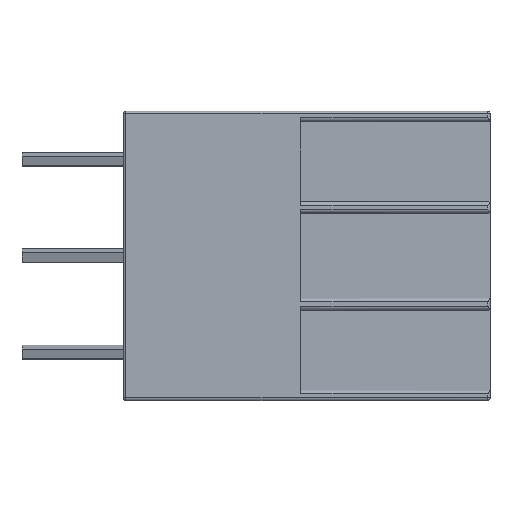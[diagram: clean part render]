
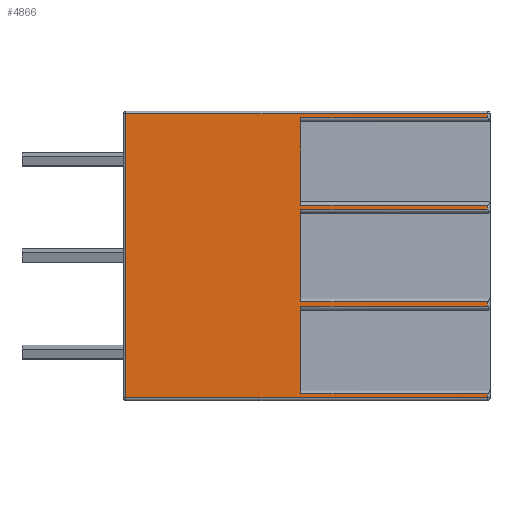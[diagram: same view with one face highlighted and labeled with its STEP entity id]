
A CAD part, top view. The second image highlights one B-rep face of the part: STEP entity #4866.
In plain terms, the highlighted planar face has unit normal (0, 0, 1).
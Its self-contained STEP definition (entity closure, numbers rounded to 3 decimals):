
#894=DIRECTION('',(1.,0.,0.));
#895=VECTOR('',#894,28.6);
#896=CARTESIAN_POINT('',(-10.95,0.2,6.956));
#897=LINE('',#896,#895);
#898=DIRECTION('',(0.,1.,0.));
#899=VECTOR('',#898,22.46);
#900=CARTESIAN_POINT('',(-10.95,0.2,6.956));
#901=LINE('',#900,#899);
#902=DIRECTION('',(-1.,0.,0.));
#903=VECTOR('',#902,28.6);
#904=CARTESIAN_POINT('',(17.65,22.66,6.956));
#905=LINE('',#904,#903);
#906=DIRECTION('',(1.,0.,0.));
#907=VECTOR('',#906,14.75);
#908=CARTESIAN_POINT('',(2.9,22.35,6.956));
#909=LINE('',#908,#907);
#910=DIRECTION('',(0.,-1.,0.));
#911=VECTOR('',#910,6.94);
#912=CARTESIAN_POINT('',(2.9,22.35,6.956));
#913=LINE('',#912,#911);
#914=DIRECTION('',(1.,0.,0.));
#915=VECTOR('',#914,14.75);
#916=CARTESIAN_POINT('',(2.9,15.41,6.956));
#917=LINE('',#916,#915);
#918=DIRECTION('',(1.,0.,0.));
#919=VECTOR('',#918,14.75);
#920=CARTESIAN_POINT('',(2.9,15.115,6.956));
#921=LINE('',#920,#919);
#922=DIRECTION('',(0.,-1.,0.));
#923=VECTOR('',#922,7.32);
#924=CARTESIAN_POINT('',(2.9,15.115,6.956));
#925=LINE('',#924,#923);
#926=DIRECTION('',(-1.,0.,0.));
#927=VECTOR('',#926,14.75);
#928=CARTESIAN_POINT('',(17.65,7.795,6.956));
#929=LINE('',#928,#927);
#930=DIRECTION('',(-1.,0.,0.));
#931=VECTOR('',#930,14.75);
#932=CARTESIAN_POINT('',(17.65,7.45,6.956));
#933=LINE('',#932,#931);
#934=DIRECTION('',(0.,1.,0.));
#935=VECTOR('',#934,6.94);
#936=CARTESIAN_POINT('',(2.9,0.51,6.956));
#937=LINE('',#936,#935);
#938=DIRECTION('',(-1.,0.,0.));
#939=VECTOR('',#938,14.75);
#940=CARTESIAN_POINT('',(17.65,0.51,6.956));
#941=LINE('',#940,#939);
#962=DIRECTION('',(0.,1.,0.));
#963=VECTOR('',#962,0.295);
#964=CARTESIAN_POINT('',(17.65,15.115,6.956));
#965=LINE('',#964,#963);
#986=DIRECTION('',(0.,1.,0.));
#987=VECTOR('',#986,0.345);
#988=CARTESIAN_POINT('',(17.65,7.45,6.956));
#989=LINE('',#988,#987);
#1005=DIRECTION('',(0.,1.,0.));
#1006=VECTOR('',#1005,0.31);
#1007=CARTESIAN_POINT('',(17.65,0.2,6.956));
#1008=LINE('',#1007,#1006);
#1034=DIRECTION('',(0.,1.,0.));
#1035=VECTOR('',#1034,0.31);
#1036=CARTESIAN_POINT('',(17.65,22.35,6.956));
#1037=LINE('',#1036,#1035);
#3227=CARTESIAN_POINT('',(2.9,22.35,6.956));
#3228=CARTESIAN_POINT('',(2.9,15.41,6.956));
#3229=VERTEX_POINT('',#3227);
#3230=VERTEX_POINT('',#3228);
#3231=CARTESIAN_POINT('',(17.65,22.35,6.956));
#3232=VERTEX_POINT('',#3231);
#3233=CARTESIAN_POINT('',(17.65,15.41,6.956));
#3234=VERTEX_POINT('',#3233);
#3325=CARTESIAN_POINT('',(2.9,15.115,6.956));
#3326=CARTESIAN_POINT('',(17.65,15.115,6.956));
#3327=VERTEX_POINT('',#3325);
#3328=VERTEX_POINT('',#3326);
#3329=CARTESIAN_POINT('',(17.65,7.795,6.956));
#3330=CARTESIAN_POINT('',(2.9,7.795,6.956));
#3331=VERTEX_POINT('',#3329);
#3332=VERTEX_POINT('',#3330);
#3539=CARTESIAN_POINT('',(2.9,0.51,6.956));
#3540=VERTEX_POINT('',#3539);
#3541=CARTESIAN_POINT('',(2.9,7.45,6.956));
#3542=VERTEX_POINT('',#3541);
#3551=CARTESIAN_POINT('',(17.65,0.51,6.956));
#3552=VERTEX_POINT('',#3551);
#3553=CARTESIAN_POINT('',(17.65,7.45,6.956));
#3554=VERTEX_POINT('',#3553);
#3775=CARTESIAN_POINT('',(17.65,0.2,6.956));
#3776=VERTEX_POINT('',#3775);
#3777=CARTESIAN_POINT('',(-10.95,0.2,6.956));
#3778=VERTEX_POINT('',#3777);
#3815=CARTESIAN_POINT('',(-10.95,22.66,6.956));
#3816=VERTEX_POINT('',#3815);
#3817=CARTESIAN_POINT('',(17.65,22.66,6.956));
#3818=VERTEX_POINT('',#3817);
#4829=CARTESIAN_POINT('',(-10.95,0.,6.956));
#4830=DIRECTION('',(0.,0.,1.));
#4831=DIRECTION('',(1.,0.,0.));
#4832=AXIS2_PLACEMENT_3D('',#4829,#4830,#4831);
#4833=PLANE('',#4832);
#4835=ORIENTED_EDGE('',*,*,#4834,.F.);
#4837=ORIENTED_EDGE('',*,*,#4836,.T.);
#4839=ORIENTED_EDGE('',*,*,#4838,.F.);
#4841=ORIENTED_EDGE('',*,*,#4840,.F.);
#4842=ORIENTED_EDGE('',*,*,#4818,.F.);
#4843=ORIENTED_EDGE('',*,*,#4808,.T.);
#4845=ORIENTED_EDGE('',*,*,#4844,.T.);
#4847=ORIENTED_EDGE('',*,*,#4846,.F.);
#4849=ORIENTED_EDGE('',*,*,#4848,.F.);
#4851=ORIENTED_EDGE('',*,*,#4850,.T.);
#4853=ORIENTED_EDGE('',*,*,#4852,.F.);
#4855=ORIENTED_EDGE('',*,*,#4854,.F.);
#4857=ORIENTED_EDGE('',*,*,#4856,.T.);
#4859=ORIENTED_EDGE('',*,*,#4858,.F.);
#4861=ORIENTED_EDGE('',*,*,#4860,.F.);
#4863=ORIENTED_EDGE('',*,*,#4862,.F.);
#4864=EDGE_LOOP('',(#4835,#4837,#4839,#4841,#4842,#4843,#4845,#4847,#4849,#4851,
#4853,#4855,#4857,#4859,#4861,#4863));
#4865=FACE_OUTER_BOUND('',#4864,.F.);
#4866=ADVANCED_FACE('',(#4865),#4833,.T.);
#4808=EDGE_CURVE('',#3229,#3230,#913,.T.);
#4818=EDGE_CURVE('',#3229,#3232,#909,.T.);
#4834=EDGE_CURVE('',#3778,#3776,#897,.T.);
#4836=EDGE_CURVE('',#3778,#3816,#901,.T.);
#4838=EDGE_CURVE('',#3818,#3816,#905,.T.);
#4840=EDGE_CURVE('',#3232,#3818,#1037,.T.);
#4844=EDGE_CURVE('',#3230,#3234,#917,.T.);
#4846=EDGE_CURVE('',#3328,#3234,#965,.T.);
#4848=EDGE_CURVE('',#3327,#3328,#921,.T.);
#4850=EDGE_CURVE('',#3327,#3332,#925,.T.);
#4852=EDGE_CURVE('',#3331,#3332,#929,.T.);
#4854=EDGE_CURVE('',#3554,#3331,#989,.T.);
#4856=EDGE_CURVE('',#3554,#3542,#933,.T.);
#4858=EDGE_CURVE('',#3540,#3542,#937,.T.);
#4860=EDGE_CURVE('',#3552,#3540,#941,.T.);
#4862=EDGE_CURVE('',#3776,#3552,#1008,.T.);
